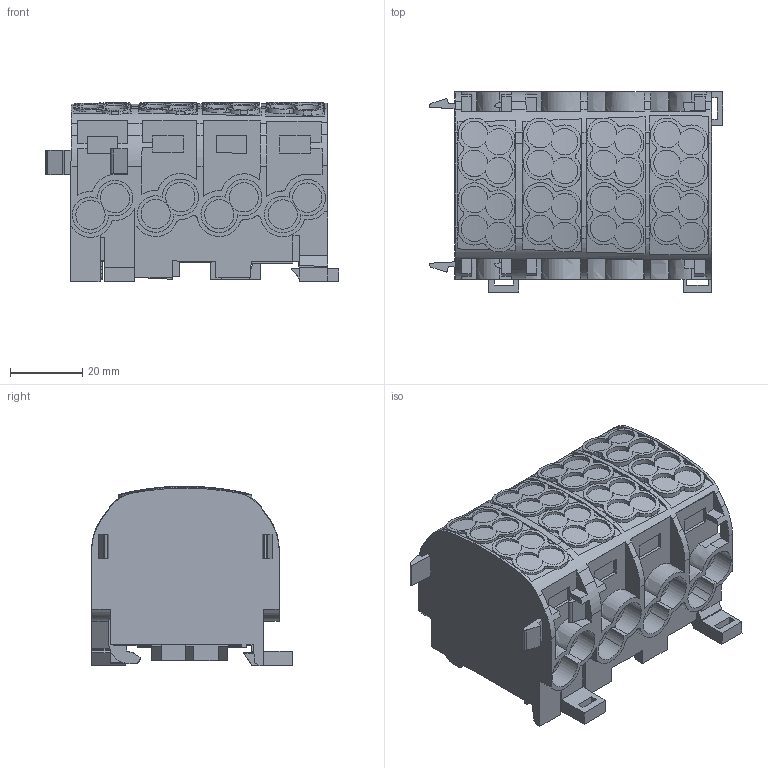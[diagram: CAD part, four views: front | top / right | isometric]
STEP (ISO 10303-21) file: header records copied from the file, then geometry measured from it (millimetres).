
FILE_DESCRIPTION(('CATIA V5 STEP Exchange','CAx-IF Rec.Pracs.--- Model Styling and Organization---1.5--- 2016-08-15','CAx-IF Rec.Pracs.---Supplemental Geometry---1.0---2011-11-01','CAx-IF Rec.Pracs.--- Composite Materials ---1.1---2010-07-15'),'2;1');
FILE_NAME ('D1452814_0', '2025-09-25T06:31:59+00:00', ('none'), ('Weidmueller'), 'CATIA Version 5-6 Release 2024 SP4', 'CATIA V5 STEP AP214 v3', 'none');
FILE_SCHEMA(('AUTOMOTIVE_DESIGN { 1 0 10303 214 1 1 1 1 }'));
Length unit declared in the file: millimetre
Products named in the file (1): 1562130000_WPD_401_2x25-2x16_3xGY-1xBL
Bounding box: 81.33 x 55.65 x 49.77 mm (x, y, z)
Volume: 128484.5 mm3; surface area: 27583.3 mm2
Topology: 1 solids, 1 shells, 972 faces, 2829 edges, 1904 vertices
Faces by surface type: cylinder 481, plane 448, extrusion 43
Entity records: 34879 total; most frequent: CARTESIAN_POINT 11852, ORIENTED_EDGE 5656, DIRECTION 3283, EDGE_CURVE 2828, VERTEX_POINT 1903, VECTOR 1645, LINE 1602, EDGE_LOOP 1041
